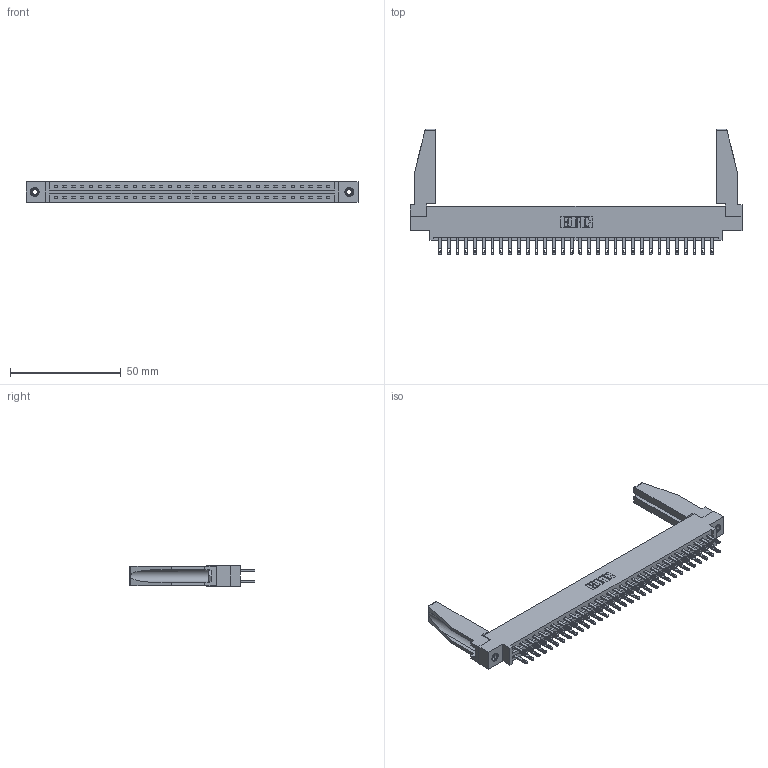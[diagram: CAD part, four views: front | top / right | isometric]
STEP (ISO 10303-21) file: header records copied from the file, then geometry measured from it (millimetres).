
FILE_DESCRIPTION (( 'STEP AP203' ), '1' );
FILE_NAME ('337-064-500-878.STEP', '2019-10-11T23:24:03', ( '' ), ( '' ), 'SwSTEP 2.0', 'SolidWorks 2016', '' );
FILE_SCHEMA (( 'CONFIG_CONTROL_DESIGN' ));
Length unit declared in the file: inch
Products named in the file (5): 307-220-078; 337-064-500-878; 345-250-001_345-250-001-102; 345-292-001_345-293-100; 337 Part_0.170 Offset - 0.156 Dia-TI
Assembly tree (69 placements, depth 2):
  337-064-500-878
    337 Part_0.170 Offset - 0.156 Dia-TI
    345-292-001_345-293-100  x64
    345-250-001_345-250-001-102  x2
    307-220-078  x2
Bounding box: 149.81 x 56.65 x 9.4 mm (x, y, z)
Volume: 19726.4 mm3; surface area: 22337.5 mm2
Topology: 69 solids, 69 shells, 3448 faces, 10445 edges, 6954 vertices
Faces by surface type: plane 2206, cylinder 1226, cone 12, torus 4
Entity records: 28606 total; most frequent: CARTESIAN_POINT 4828, ORIENTED_EDGE 4720, DIRECTION 4132, EDGE_CURVE 2360, VECTOR 2190, LINE 2190, VERTEX_POINT 1568, AXIS2_PLACEMENT_3D 971
